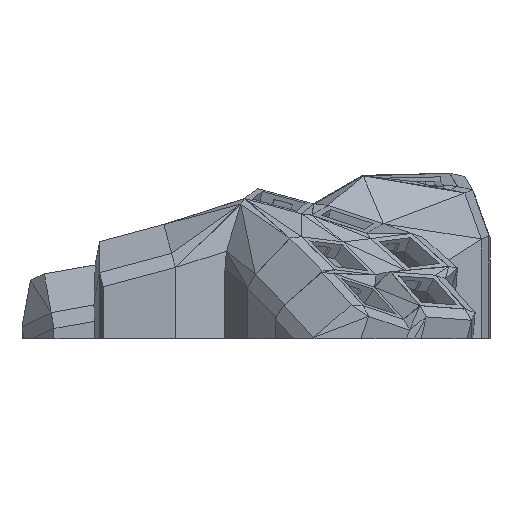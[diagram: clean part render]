
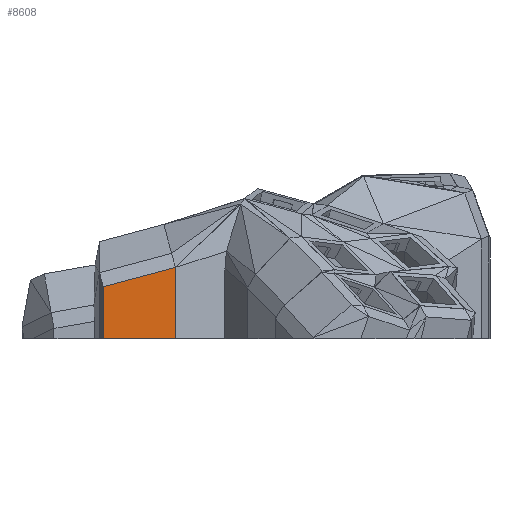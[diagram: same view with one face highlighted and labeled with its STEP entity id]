
A CAD part, front view. The second image highlights one B-rep face of the part: STEP entity #8608.
In plain terms, the highlighted planar face has unit normal (0, -1, 0).
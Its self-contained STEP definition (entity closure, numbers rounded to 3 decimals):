
#72 = PLANE('',#73);
#73 = AXIS2_PLACEMENT_3D('',#74,#75,#76);
#74 = CARTESIAN_POINT('',(175.,-175.,0.));
#75 = DIRECTION('',(0.,0.,1.));
#76 = DIRECTION('',(1.,0.,0.));
#1928 = VERTEX_POINT('',#1929);
#1929 = CARTESIAN_POINT('',(6.485,-69.339,0.));
#1943 = PLANE('',#1944);
#1944 = AXIS2_PLACEMENT_3D('',#1945,#1946,#1947);
#1945 = CARTESIAN_POINT('',(11.288,-68.328,
    2.848));
#1946 = DIRECTION('',(-0.206,0.979,0.)
  );
#1947 = DIRECTION('',(0.979,0.206,0.));
#1955 = EDGE_CURVE('',#1956,#1928,#1958,.T.);
#1956 = VERTEX_POINT('',#1957);
#1957 = CARTESIAN_POINT('',(-15.586,-69.339,0.));
#1958 = SURFACE_CURVE('',#1959,(#1963,#1970),.PCURVE_S1.);
#1959 = LINE('',#1960,#1961);
#1960 = CARTESIAN_POINT('',(-15.586,-69.339,0.));
#1961 = VECTOR('',#1962,1.);
#1962 = DIRECTION('',(1.,-0.,-0.));
#1963 = PCURVE('',#72,#1964);
#1964 = DEFINITIONAL_REPRESENTATION('',(#1965),#1969);
#1965 = LINE('',#1966,#1967);
#1966 = CARTESIAN_POINT('',(-190.586,105.661));
#1967 = VECTOR('',#1968,1.);
#1968 = DIRECTION('',(1.,-0.));
#1969 = ( GEOMETRIC_REPRESENTATION_CONTEXT(2) 
PARAMETRIC_REPRESENTATION_CONTEXT() REPRESENTATION_CONTEXT('2D SPACE',''
  ) );
#1970 = PCURVE('',#1971,#1976);
#1971 = PLANE('',#1972);
#1972 = AXIS2_PLACEMENT_3D('',#1973,#1974,#1975);
#1973 = CARTESIAN_POINT('',(-7.815,-69.339,
    8.387));
#1974 = DIRECTION('',(-0.,1.,-0.));
#1975 = DIRECTION('',(0.,0.,-1.));
#1976 = DEFINITIONAL_REPRESENTATION('',(#1977),#1981);
#1977 = LINE('',#1978,#1979);
#1978 = CARTESIAN_POINT('',(8.387,7.771));
#1979 = VECTOR('',#1980,1.);
#1980 = DIRECTION('',(-0.,-1.));
#1981 = ( GEOMETRIC_REPRESENTATION_CONTEXT(2) 
PARAMETRIC_REPRESENTATION_CONTEXT() REPRESENTATION_CONTEXT('2D SPACE',''
  ) );
#1999 = PLANE('',#2000);
#2000 = AXIS2_PLACEMENT_3D('',#2001,#2002,#2003);
#2001 = CARTESIAN_POINT('',(-15.887,-68.667,
    2.263));
#2002 = DIRECTION('',(-0.913,-0.409,-0.));
#2003 = DIRECTION('',(0.409,-0.913,0.));
#4679 = VERTEX_POINT('',#4680);
#4680 = CARTESIAN_POINT('',(6.485,-69.339,
    21.763));
#4708 = EDGE_CURVE('',#1928,#4679,#4709,.T.);
#4709 = SURFACE_CURVE('',#4710,(#4714,#4721),.PCURVE_S1.);
#4710 = LINE('',#4711,#4712);
#4711 = CARTESIAN_POINT('',(6.485,-69.339,-10.));
#4712 = VECTOR('',#4713,1.);
#4713 = DIRECTION('',(-0.,-0.,1.));
#4714 = PCURVE('',#1943,#4715);
#4715 = DEFINITIONAL_REPRESENTATION('',(#4716),#4720);
#4716 = LINE('',#4717,#4718);
#4717 = CARTESIAN_POINT('',(-4.908,12.848));
#4718 = VECTOR('',#4719,1.);
#4719 = DIRECTION('',(-0.,-1.));
#4720 = ( GEOMETRIC_REPRESENTATION_CONTEXT(2) 
PARAMETRIC_REPRESENTATION_CONTEXT() REPRESENTATION_CONTEXT('2D SPACE',''
  ) );
#4721 = PCURVE('',#1971,#4722);
#4722 = DEFINITIONAL_REPRESENTATION('',(#4723),#4727);
#4723 = LINE('',#4724,#4725);
#4724 = CARTESIAN_POINT('',(18.387,-14.3));
#4725 = VECTOR('',#4726,1.);
#4726 = DIRECTION('',(-1.,0.));
#4727 = ( GEOMETRIC_REPRESENTATION_CONTEXT(2) 
PARAMETRIC_REPRESENTATION_CONTEXT() REPRESENTATION_CONTEXT('2D SPACE',''
  ) );
#8608 = ADVANCED_FACE('',(#8609),#1971,.F.);
#8609 = FACE_BOUND('',#8610,.T.);
#8610 = EDGE_LOOP('',(#8611,#8612,#8640,#8668,#8689));
#8611 = ORIENTED_EDGE('',*,*,#4708,.T.);
#8612 = ORIENTED_EDGE('',*,*,#8613,.T.);
#8613 = EDGE_CURVE('',#4679,#8614,#8616,.T.);
#8614 = VERTEX_POINT('',#8615);
#8615 = CARTESIAN_POINT('',(6.389,-69.339,
    21.737));
#8616 = SURFACE_CURVE('',#8617,(#8621,#8628),.PCURVE_S1.);
#8617 = LINE('',#8618,#8619);
#8618 = CARTESIAN_POINT('',(6.485,-69.339,
    21.763));
#8619 = VECTOR('',#8620,1.);
#8620 = DIRECTION('',(-0.966,-0.,-0.259));
#8621 = PCURVE('',#1971,#8622);
#8622 = DEFINITIONAL_REPRESENTATION('',(#8623),#8627);
#8623 = LINE('',#8624,#8625);
#8624 = CARTESIAN_POINT('',(-13.376,-14.3));
#8625 = VECTOR('',#8626,1.);
#8626 = DIRECTION('',(0.259,0.966));
#8627 = ( GEOMETRIC_REPRESENTATION_CONTEXT(2) 
PARAMETRIC_REPRESENTATION_CONTEXT() REPRESENTATION_CONTEXT('2D SPACE',''
  ) );
#8628 = PCURVE('',#8629,#8634);
#8629 = PLANE('',#8630);
#8630 = AXIS2_PLACEMENT_3D('',#8631,#8632,#8633);
#8631 = CARTESIAN_POINT('',(16.358,-66.321,
    31.367));
#8632 = DIRECTION('',(-0.106,-0.912,0.396));
#8633 = DIRECTION('',(0.,0.398,0.917));
#8634 = DEFINITIONAL_REPRESENTATION('',(#8635),#8639);
#8635 = LINE('',#8636,#8637);
#8636 = CARTESIAN_POINT('',(-10.012,9.929));
#8637 = VECTOR('',#8638,1.);
#8638 = DIRECTION('',(-0.237,0.971));
#8639 = ( GEOMETRIC_REPRESENTATION_CONTEXT(2) 
PARAMETRIC_REPRESENTATION_CONTEXT() REPRESENTATION_CONTEXT('2D SPACE',''
  ) );
#8640 = ORIENTED_EDGE('',*,*,#8641,.T.);
#8641 = EDGE_CURVE('',#8614,#8642,#8644,.T.);
#8642 = VERTEX_POINT('',#8643);
#8643 = CARTESIAN_POINT('',(-15.586,-69.339,
    15.849));
#8644 = SURFACE_CURVE('',#8645,(#8649,#8656),.PCURVE_S1.);
#8645 = LINE('',#8646,#8647);
#8646 = CARTESIAN_POINT('',(6.485,-69.339,
    21.763));
#8647 = VECTOR('',#8648,1.);
#8648 = DIRECTION('',(-0.966,-0.,-0.259));
#8649 = PCURVE('',#1971,#8650);
#8650 = DEFINITIONAL_REPRESENTATION('',(#8651),#8655);
#8651 = LINE('',#8652,#8653);
#8652 = CARTESIAN_POINT('',(-13.376,-14.3));
#8653 = VECTOR('',#8654,1.);
#8654 = DIRECTION('',(0.259,0.966));
#8655 = ( GEOMETRIC_REPRESENTATION_CONTEXT(2) 
PARAMETRIC_REPRESENTATION_CONTEXT() REPRESENTATION_CONTEXT('2D SPACE',''
  ) );
#8656 = PCURVE('',#8657,#8662);
#8657 = PLANE('',#8658);
#8658 = AXIS2_PLACEMENT_3D('',#8659,#8660,#8661);
#8659 = CARTESIAN_POINT('',(-6.472,-67.497,21.594
    ));
#8660 = DIRECTION('',(0.129,0.866,-0.483));
#8661 = DIRECTION('',(0.,-0.487,-0.873
    ));
#8662 = DEFINITIONAL_REPRESENTATION('',(#8663),#8667);
#8663 = LINE('',#8664,#8665);
#8664 = CARTESIAN_POINT('',(0.75,-13.067));
#8665 = VECTOR('',#8666,1.);
#8666 = DIRECTION('',(0.226,0.974));
#8667 = ( GEOMETRIC_REPRESENTATION_CONTEXT(2) 
PARAMETRIC_REPRESENTATION_CONTEXT() REPRESENTATION_CONTEXT('2D SPACE',''
  ) );
#8668 = ORIENTED_EDGE('',*,*,#8669,.T.);
#8669 = EDGE_CURVE('',#8642,#1956,#8670,.T.);
#8670 = SURFACE_CURVE('',#8671,(#8675,#8682),.PCURVE_S1.);
#8671 = LINE('',#8672,#8673);
#8672 = CARTESIAN_POINT('',(-15.586,-69.339,
    15.849));
#8673 = VECTOR('',#8674,1.);
#8674 = DIRECTION('',(-0.,-0.,-1.));
#8675 = PCURVE('',#1971,#8676);
#8676 = DEFINITIONAL_REPRESENTATION('',(#8677),#8681);
#8677 = LINE('',#8678,#8679);
#8678 = CARTESIAN_POINT('',(-7.462,7.771));
#8679 = VECTOR('',#8680,1.);
#8680 = DIRECTION('',(1.,-0.));
#8681 = ( GEOMETRIC_REPRESENTATION_CONTEXT(2) 
PARAMETRIC_REPRESENTATION_CONTEXT() REPRESENTATION_CONTEXT('2D SPACE',''
  ) );
#8682 = PCURVE('',#1999,#8683);
#8683 = DEFINITIONAL_REPRESENTATION('',(#8684),#8688);
#8684 = LINE('',#8685,#8686);
#8685 = CARTESIAN_POINT('',(0.736,13.585));
#8686 = VECTOR('',#8687,1.);
#8687 = DIRECTION('',(-0.,-1.));
#8688 = ( GEOMETRIC_REPRESENTATION_CONTEXT(2) 
PARAMETRIC_REPRESENTATION_CONTEXT() REPRESENTATION_CONTEXT('2D SPACE',''
  ) );
#8689 = ORIENTED_EDGE('',*,*,#1955,.T.);
